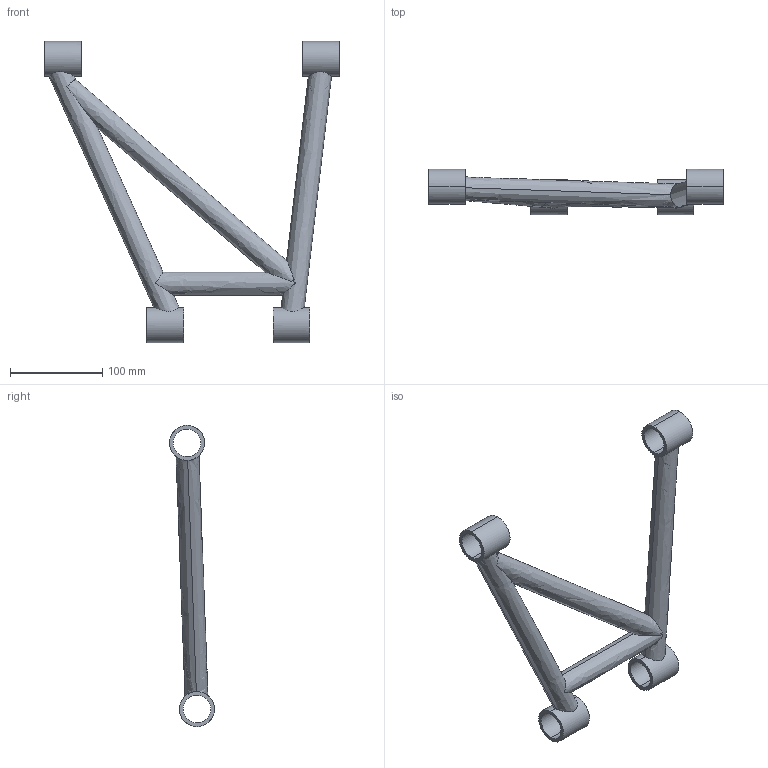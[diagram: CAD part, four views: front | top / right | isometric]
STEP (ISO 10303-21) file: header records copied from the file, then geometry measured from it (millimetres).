
FILE_DESCRIPTION(/* description */ (''),/* implementation_level */ '2;1');
FILE_NAME(/* name */ 'P2',/* time_stamp */ '2017-08-10T10:45:41+02:00',/* author */ (''),/* organization */ (''),/* preprocessor_version */ 'ST-DEVELOPER v15',/* originating_system */ '',/* authorisation */ '');
FILE_SCHEMA (('CONFIG_CONTROL_DESIGN'));
Length unit declared in the file: millimetre
Products named in the file (1): Document
Bounding box: 320 x 48.78 x 326.77 mm (x, y, z)
Volume: 205857.6 mm3; surface area: 178133.9 mm2
Topology: 8 solids, 8 shells, 53 faces, 114 edges, 76 vertices
Faces by surface type: bspline 41, plane 12
Entity records: 2997 total; most frequent: CARTESIAN_POINT 2170, ORIENTED_EDGE 228, EDGE_CURVE 114, B_SPLINE_CURVE_WITH_KNOTS 78, VERTEX_POINT 76, EDGE_LOOP 68, ADVANCED_FACE 53, FACE_OUTER_BOUND 53
